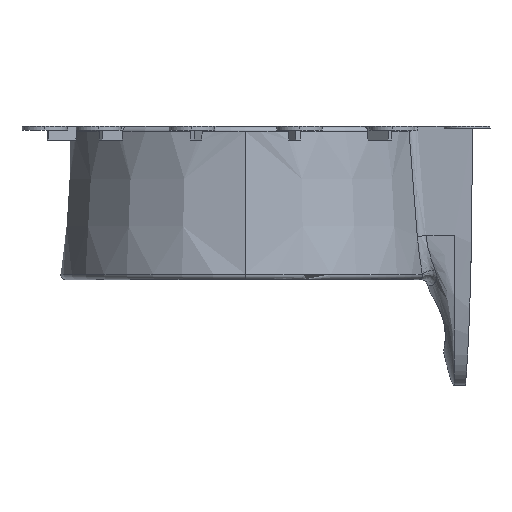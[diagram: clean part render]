
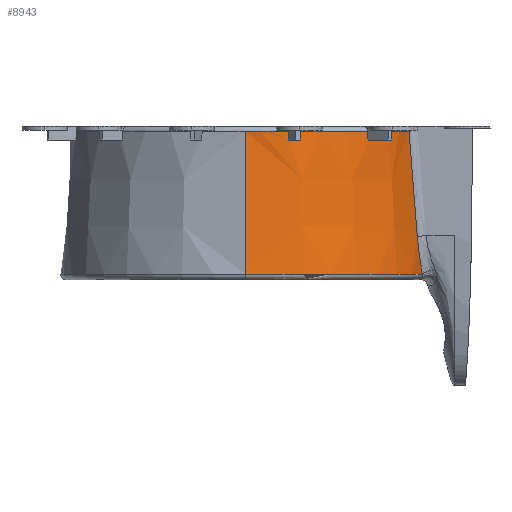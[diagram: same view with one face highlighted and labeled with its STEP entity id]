
A CAD part, left-side view. The second image highlights one B-rep face of the part: STEP entity #8943.
In plain terms, the highlighted conical face has half-angle 3.617 degrees and reference radius 40.576 mm.
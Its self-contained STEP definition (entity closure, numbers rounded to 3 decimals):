
#181 = CARTESIAN_POINT ( 'NONE',  ( -11.37, -38.95, 1.194 ) ) ;
#294 = ORIENTED_EDGE ( 'NONE', *, *, #9819, .T. ) ;
#530 = DIRECTION ( 'NONE',  ( 0., 0., 1. ) ) ;
#540 = EDGE_CURVE ( 'NONE', #4394, #3533, #4821, .T. ) ;
#543 = CARTESIAN_POINT ( 'NONE',  ( -26.929, -27.636, 32.662 ) ) ;
#610 = ORIENTED_EDGE ( 'NONE', *, *, #540, .F. ) ;
#726 = VERTEX_POINT ( 'NONE', #10124 ) ;
#889 = CARTESIAN_POINT ( 'NONE',  ( -13.082, -37.86, 9.414 ) ) ;
#939 = ORIENTED_EDGE ( 'NONE', *, *, #1928, .T. ) ;
#1046 = CARTESIAN_POINT ( 'NONE',  ( -37.18, -10.48, 32.003 ) ) ;
#1083 = CARTESIAN_POINT ( 'NONE',  ( 0., 0., 32.662 ) ) ;
#1140 = CIRCLE ( 'NONE', #2586, 38.712 ) ;
#1246 = ORIENTED_EDGE ( 'NONE', *, *, #3185, .T. ) ;
#1257 = DIRECTION ( 'NONE',  ( 0., 0., -1. ) ) ;
#1463 = ORIENTED_EDGE ( 'NONE', *, *, #1602, .T. ) ;
#1509 = CARTESIAN_POINT ( 'NONE',  ( -37.398, -9.503, 32.662 ) ) ;
#1518 = EDGE_CURVE ( 'NONE', #2549, #2481, #1954, .T. ) ;
#1602 = EDGE_CURVE ( 'NONE', #2604, #6948, #6738, .T. ) ;
#1648 = EDGE_LOOP ( 'NONE', ( #2093, #939, #1463, #8249, #1246, #610, #3006, #3938, #7927, #5883, #2496, #7665, #294 ) ) ;
#1736 = CARTESIAN_POINT ( 'NONE',  ( -11.797, -38.738, 2.527 ) ) ;
#1928 = EDGE_CURVE ( 'NONE', #2549, #2604, #5700, .T. ) ;
#1954 = CIRCLE ( 'NONE', #6420, 38.587 ) ;
#2031 = CARTESIAN_POINT ( 'NONE',  ( -13.735, -36.585, 24.902 ) ) ;
#2056 = CARTESIAN_POINT ( 'NONE',  ( -27.018, -27.725, 30.684 ) ) ;
#2093 = ORIENTED_EDGE ( 'NONE', *, *, #1518, .F. ) ;
#2139 = CARTESIAN_POINT ( 'NONE',  ( -13.515, -37.188, 17.152 ) ) ;
#2236 = B_SPLINE_CURVE_WITH_KNOTS ( 'NONE', 3,
 ( #9351, #3560, #1046, #4459 ),
 .UNSPECIFIED., .F., .F.,
 ( 4, 4 ),
 ( 0., 0.002 ),
 .UNSPECIFIED. ) ;
#2313 = B_SPLINE_CURVE_WITH_KNOTS ( 'NONE', 3,
 ( #181, #1736, #3395, #5845, #6755, #9941, #3505, #889 ),
 .UNSPECIFIED., .F., .F.,
 ( 4, 2, 2, 4 ),
 ( 0., 0.004, 0.006, 0.008 ),
 .UNSPECIFIED. ) ;
#2460 = DIRECTION ( 'NONE',  ( 0., 0., -1. ) ) ;
#2481 = VERTEX_POINT ( 'NONE', #7131 ) ;
#2496 = ORIENTED_EDGE ( 'NONE', *, *, #8386, .F. ) ;
#2549 = VERTEX_POINT ( 'NONE', #4896 ) ;
#2586 = AXIS2_PLACEMENT_3D ( 'NONE', #7832, #6188, #8776 ) ;
#2604 = VERTEX_POINT ( 'NONE', #10537 ) ;
#2761 = B_SPLINE_CURVE_WITH_KNOTS ( 'NONE', 3,
 ( #2056, #7761, #6909, #5228 ),
 .UNSPECIFIED., .F., .F.,
 ( 4, 4 ),
 ( 0., 0.002 ),
 .UNSPECIFIED. ) ;
#2967 = CARTESIAN_POINT ( 'NONE',  ( 0., 0., 32.662 ) ) ;
#2993 = EDGE_CURVE ( 'NONE', #10538, #4394, #2761, .T. ) ;
#3006 = ORIENTED_EDGE ( 'NONE', *, *, #2993, .F. ) ;
#3085 = CARTESIAN_POINT ( 'NONE',  ( -27.018, -27.725, 30.684 ) ) ;
#3151 = CARTESIAN_POINT ( 'NONE',  ( -27.636, -26.929, 32.662 ) ) ;
#3177 = CARTESIAN_POINT ( 'NONE',  ( -27.695, -26.988, 31.343 ) ) ;
#3185 = EDGE_CURVE ( 'NONE', #726, #3533, #10416, .T. ) ;
#3300 = CARTESIAN_POINT ( 'NONE',  ( 0., 0., 30.684 ) ) ;
#3303 = AXIS2_PLACEMENT_3D ( 'NONE', #2967, #530, #3877 ) ;
#3395 = CARTESIAN_POINT ( 'NONE',  ( -12.201, -38.522, 3.866 ) ) ;
#3505 = CARTESIAN_POINT ( 'NONE',  ( -13.034, -37.924, 8.709 ) ) ;
#3533 = VERTEX_POINT ( 'NONE', #3602 ) ;
#3558 = DIRECTION ( 'NONE',  ( 1., 0., 0. ) ) ;
#3560 = CARTESIAN_POINT ( 'NONE',  ( -37.22, -10.491, 31.343 ) ) ;
#3570 = VERTEX_POINT ( 'NONE', #8582 ) ;
#3590 = AXIS2_PLACEMENT_3D ( 'NONE', #3300, #2460, #4921 ) ;
#3594 = DIRECTION ( 'NONE',  ( 1., 0., 0. ) ) ;
#3602 = CARTESIAN_POINT ( 'NONE',  ( -13.786, -36.04, 32.662 ) ) ;
#3877 = DIRECTION ( 'NONE',  ( 1., 0., 0. ) ) ;
#3938 = ORIENTED_EDGE ( 'NONE', *, *, #5882, .T. ) ;
#4030 = VECTOR ( 'NONE', #6770, 1000. ) ;
#4394 = VERTEX_POINT ( 'NONE', #543 ) ;
#4459 = CARTESIAN_POINT ( 'NONE',  ( -37.139, -10.469, 32.662 ) ) ;
#4525 = CARTESIAN_POINT ( 'NONE',  ( -13.344, -37.511, 13.28 ) ) ;
#4547 = CARTESIAN_POINT ( 'NONE',  ( 0., 0., 32.662 ) ) ;
#4581 = CARTESIAN_POINT ( 'NONE',  ( -37.479, -9.525, 31.343 ) ) ;
#4621 = CARTESIAN_POINT ( 'NONE',  ( 0., 0., 1.194 ) ) ;
#4821 = CIRCLE ( 'NONE', #4998, 38.587 ) ;
#4896 = CARTESIAN_POINT ( 'NONE',  ( -38.587, 0., 32.662 ) ) ;
#4921 = DIRECTION ( 'NONE',  ( -1., 0., 0. ) ) ;
#4998 = AXIS2_PLACEMENT_3D ( 'NONE', #4547, #5417, #6298 ) ;
#5228 = CARTESIAN_POINT ( 'NONE',  ( -26.929, -27.636, 32.662 ) ) ;
#5271 = B_SPLINE_CURVE_WITH_KNOTS ( 'NONE', 3,
 ( #8092, #3177, #5702, #6550 ),
 .UNSPECIFIED., .F., .F.,
 ( 4, 4 ),
 ( 0., 0.002 ),
 .UNSPECIFIED. ) ;
#5352 = CARTESIAN_POINT ( 'NONE',  ( -13.786, -36.04, 32.662 ) ) ;
#5413 = B_SPLINE_CURVE_WITH_KNOTS ( 'NONE', 3,
 ( #9517, #4581, #10580, #1509 ),
 .UNSPECIFIED., .F., .F.,
 ( 4, 4 ),
 ( 0., 0.002 ),
 .UNSPECIFIED. ) ;
#5417 = DIRECTION ( 'NONE',  ( 0., 0., 1. ) ) ;
#5454 = CARTESIAN_POINT ( 'NONE',  ( -11.37, -38.95, 1.194 ) ) ;
#5503 = AXIS2_PLACEMENT_3D ( 'NONE', #4621, #1257, #9596 ) ;
#5700 = LINE ( 'NONE', #7692, #4030 ) ;
#5702 = CARTESIAN_POINT ( 'NONE',  ( -27.666, -26.959, 32.003 ) ) ;
#5845 = CARTESIAN_POINT ( 'NONE',  ( -12.65, -38.239, 5.922 ) ) ;
#5882 = EDGE_CURVE ( 'NONE', #10538, #7383, #1140, .T. ) ;
#5883 = ORIENTED_EDGE ( 'NONE', *, *, #8919, .F. ) ;
#5983 = VERTEX_POINT ( 'NONE', #3151 ) ;
#6188 = DIRECTION ( 'NONE',  ( 0., 0., -1. ) ) ;
#6236 = EDGE_CURVE ( 'NONE', #6948, #726, #2313, .T. ) ;
#6298 = DIRECTION ( 'NONE',  ( 1., 0., 0. ) ) ;
#6310 = CARTESIAN_POINT ( 'NONE',  ( -13.783, -36.304, 28.781 ) ) ;
#6420 = AXIS2_PLACEMENT_3D ( 'NONE', #1083, #6986, #3594 ) ;
#6550 = CARTESIAN_POINT ( 'NONE',  ( -27.636, -26.929, 32.662 ) ) ;
#6738 = CIRCLE ( 'NONE', #9355, 40.576 ) ;
#6755 = CARTESIAN_POINT ( 'NONE',  ( -12.774, -38.152, 6.615 ) ) ;
#6770 = DIRECTION ( 'NONE',  ( -0.063, 0., -0.998 ) ) ;
#6909 = CARTESIAN_POINT ( 'NONE',  ( -26.959, -27.666, 32.003 ) ) ;
#6948 = VERTEX_POINT ( 'NONE', #5454 ) ;
#6986 = DIRECTION ( 'NONE',  ( 0., 0., 1. ) ) ;
#7091 = CARTESIAN_POINT ( 'NONE',  ( -13.082, -37.86, 9.414 ) ) ;
#7131 = CARTESIAN_POINT ( 'NONE',  ( -37.398, -9.503, 32.662 ) ) ;
#7383 = VERTEX_POINT ( 'NONE', #7614 ) ;
#7614 = CARTESIAN_POINT ( 'NONE',  ( -27.725, -27.018, 30.684 ) ) ;
#7665 = ORIENTED_EDGE ( 'NONE', *, *, #10028, .T. ) ;
#7692 = CARTESIAN_POINT ( 'NONE',  ( -40.576, 0., 1.194 ) ) ;
#7756 = FACE_OUTER_BOUND ( 'NONE', #1648, .T. ) ;
#7761 = CARTESIAN_POINT ( 'NONE',  ( -26.988, -27.695, 31.343 ) ) ;
#7832 = CARTESIAN_POINT ( 'NONE',  ( 0., 0., 30.684 ) ) ;
#7921 = VERTEX_POINT ( 'NONE', #8536 ) ;
#7927 = ORIENTED_EDGE ( 'NONE', *, *, #9898, .T. ) ;
#8092 = CARTESIAN_POINT ( 'NONE',  ( -27.725, -27.018, 30.684 ) ) ;
#8249 = ORIENTED_EDGE ( 'NONE', *, *, #6236, .T. ) ;
#8386 = EDGE_CURVE ( 'NONE', #8612, #3570, #2236, .T. ) ;
#8536 = CARTESIAN_POINT ( 'NONE',  ( -37.519, -9.536, 30.684 ) ) ;
#8582 = CARTESIAN_POINT ( 'NONE',  ( -37.139, -10.469, 32.662 ) ) ;
#8612 = VERTEX_POINT ( 'NONE', #9641 ) ;
#8776 = DIRECTION ( 'NONE',  ( -1., 0., 0. ) ) ;
#8919 = EDGE_CURVE ( 'NONE', #3570, #5983, #9937, .T. ) ;
#8943 = ADVANCED_FACE ( 'NONE', ( #7756 ), #9429, .T. ) ;
#9350 = CARTESIAN_POINT ( 'NONE',  ( 0., 0., 1.194 ) ) ;
#9351 = CARTESIAN_POINT ( 'NONE',  ( -37.26, -10.501, 30.684 ) ) ;
#9355 = AXIS2_PLACEMENT_3D ( 'NONE', #9350, #10175, #3558 ) ;
#9429 = CONICAL_SURFACE ( 'NONE', #5503, 40.576, 0.063 ) ;
#9517 = CARTESIAN_POINT ( 'NONE',  ( -37.519, -9.536, 30.684 ) ) ;
#9596 = DIRECTION ( 'NONE',  ( -1., 0., 0. ) ) ;
#9641 = CARTESIAN_POINT ( 'NONE',  ( -37.26, -10.501, 30.684 ) ) ;
#9819 = EDGE_CURVE ( 'NONE', #7921, #2481, #5413, .T. ) ;
#9870 = CIRCLE ( 'NONE', #3590, 38.712 ) ;
#9898 = EDGE_CURVE ( 'NONE', #7383, #5983, #5271, .T. ) ;
#9937 = CIRCLE ( 'NONE', #3303, 38.587 ) ;
#9941 = CARTESIAN_POINT ( 'NONE',  ( -12.965, -37.994, 8.008 ) ) ;
#10028 = EDGE_CURVE ( 'NONE', #8612, #7921, #9870, .T. ) ;
#10124 = CARTESIAN_POINT ( 'NONE',  ( -13.082, -37.86, 9.414 ) ) ;
#10175 = DIRECTION ( 'NONE',  ( 0., 0., 1. ) ) ;
#10416 = B_SPLINE_CURVE_WITH_KNOTS ( 'NONE', 3,
 ( #7091, #4525, #2139, #2031, #6310, #5352 ),
 .UNSPECIFIED., .F., .F.,
 ( 4, 2, 4 ),
 ( 0., 0.012, 0.023 ),
 .UNSPECIFIED. ) ;
#10537 = CARTESIAN_POINT ( 'NONE',  ( -40.576, 0., 1.194 ) ) ;
#10538 = VERTEX_POINT ( 'NONE', #3085 ) ;
#10580 = CARTESIAN_POINT ( 'NONE',  ( -37.439, -9.514, 32.003 ) ) ;
